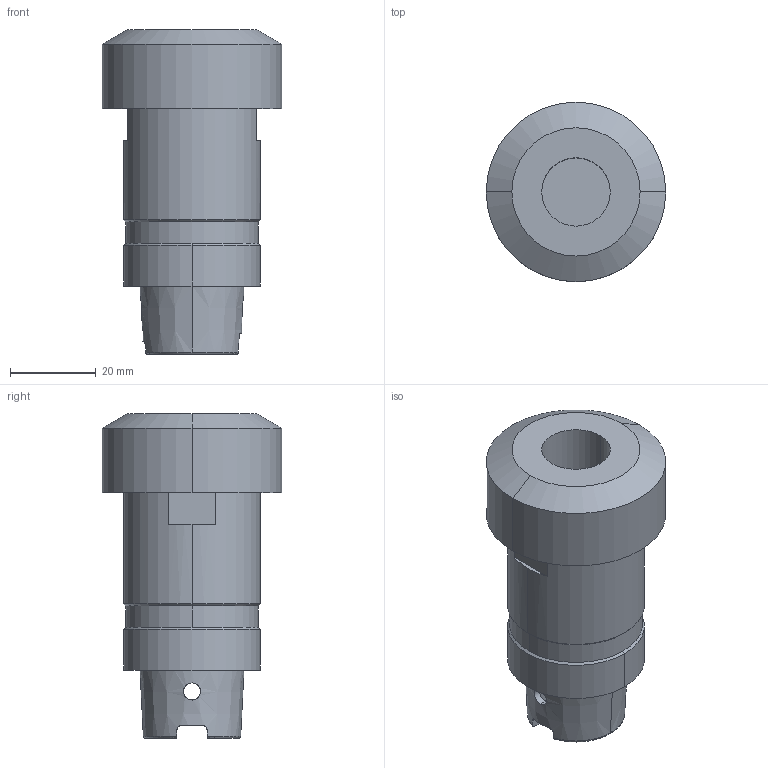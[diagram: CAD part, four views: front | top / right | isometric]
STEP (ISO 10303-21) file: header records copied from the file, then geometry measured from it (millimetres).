
FILE_DESCRIPTION (( 'STEP AP203' ), '1' );
FILE_NAME ('STP-5085-110-025-060-AA(SATE-31274-C).STEP', '2022-03-23T01:36:48', ( '' ), ( '' ), 'SwSTEP 2.0', 'SolidWorks 2017', '' );
FILE_SCHEMA (( 'CONFIG_CONTROL_DESIGN' ));
Length unit declared in the file: millimetre
Products named in the file (1): STP-5085-110-025-060-AA(SATE-31274-C)
Bounding box: 42 x 42 x 76 mm (x, y, z)
Volume: 50979.2 mm3; surface area: 13305.4 mm2
Topology: 1 solids, 1 shells, 72 faces, 182 edges, 113 vertices
Faces by surface type: cylinder 26, plane 22, cone 17, torus 7
Entity records: 2542 total; most frequent: CARTESIAN_POINT 742, DIRECTION 365, ORIENTED_EDGE 360, EDGE_CURVE 180, AXIS2_PLACEMENT_3D 146, VERTEX_POINT 113, EDGE_LOOP 79, LINE 73
